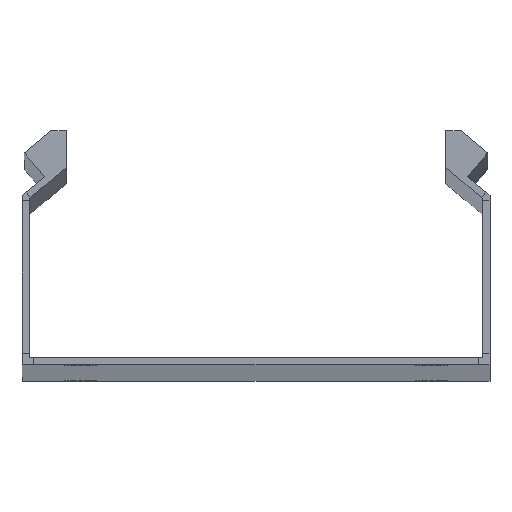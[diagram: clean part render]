
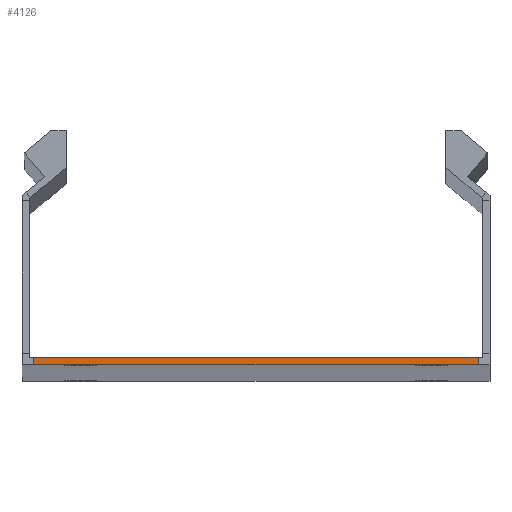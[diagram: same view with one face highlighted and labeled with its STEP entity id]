
A CAD part, top view. The second image highlights one B-rep face of the part: STEP entity #4126.
In plain terms, the highlighted planar face has unit normal (0, 0, 1).
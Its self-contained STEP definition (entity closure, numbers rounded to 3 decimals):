
#38 = VERTEX_POINT ( 'NONE', #1054 ) ;
#126 = ORIENTED_EDGE ( 'NONE', *, *, #1612, .T. ) ;
#503 = DIRECTION ( 'NONE',  ( 1., 0., 0. ) ) ;
#689 = DIRECTION ( 'NONE',  ( -1., 0., 0. ) ) ;
#699 = LINE ( 'NONE', #1005, #3412 ) ;
#1005 = CARTESIAN_POINT ( 'NONE',  ( -47.5, 1.5, 1000. ) ) ;
#1054 = CARTESIAN_POINT ( 'NONE',  ( -47.5, 0., 1000. ) ) ;
#1447 = EDGE_CURVE ( 'NONE', #4282, #2121, #2542, .T. ) ;
#1563 = DIRECTION ( 'NONE',  ( -1., 0., 0. ) ) ;
#1612 = EDGE_CURVE ( 'NONE', #3182, #38, #699, .T. ) ;
#1696 = CARTESIAN_POINT ( 'NONE',  ( 47.5, 1.5, 1000. ) ) ;
#1741 = LINE ( 'NONE', #4117, #4448 ) ;
#1939 = PLANE ( 'NONE',  #4553 ) ;
#2121 = VERTEX_POINT ( 'NONE', #1696 ) ;
#2136 = ORIENTED_EDGE ( 'NONE', *, *, #2672, .T. ) ;
#2263 = DIRECTION ( 'NONE',  ( 0., 0., 1. ) ) ;
#2278 = CARTESIAN_POINT ( 'NONE',  ( 48.5, 2.5, 1000. ) ) ;
#2542 = LINE ( 'NONE', #2661, #2918 ) ;
#2618 = FACE_OUTER_BOUND ( 'NONE', #4242, .T. ) ;
#2661 = CARTESIAN_POINT ( 'NONE',  ( 47.5, 0., 1000. ) ) ;
#2672 = EDGE_CURVE ( 'NONE', #2121, #3182, #1741, .T. ) ;
#2815 = ORIENTED_EDGE ( 'NONE', *, *, #1447, .T. ) ;
#2918 = VECTOR ( 'NONE', #3012, 1000. ) ;
#2951 = CARTESIAN_POINT ( 'NONE',  ( -50., 0., 1000. ) ) ;
#2995 = VECTOR ( 'NONE', #1563, 1000. ) ;
#3012 = DIRECTION ( 'NONE',  ( 0., 1., 0. ) ) ;
#3040 = CARTESIAN_POINT ( 'NONE',  ( 47.5, 0., 1000. ) ) ;
#3155 = ORIENTED_EDGE ( 'NONE', *, *, #4119, .F. ) ;
#3182 = VERTEX_POINT ( 'NONE', #3818 ) ;
#3412 = VECTOR ( 'NONE', #3863, 1000. ) ;
#3767 = LINE ( 'NONE', #2951, #2995 ) ;
#3818 = CARTESIAN_POINT ( 'NONE',  ( -47.5, 1.5, 1000. ) ) ;
#3863 = DIRECTION ( 'NONE',  ( 0., -1., 0. ) ) ;
#4117 = CARTESIAN_POINT ( 'NONE',  ( -50., 1.5, 1000. ) ) ;
#4119 = EDGE_CURVE ( 'NONE', #4282, #38, #3767, .T. ) ;
#4126 = ADVANCED_FACE ( 'NONE', ( #2618 ), #1939, .T. ) ;
#4242 = EDGE_LOOP ( 'NONE', ( #3155, #2815, #2136, #126 ) ) ;
#4282 = VERTEX_POINT ( 'NONE', #3040 ) ;
#4448 = VECTOR ( 'NONE', #689, 1000. ) ;
#4553 = AXIS2_PLACEMENT_3D ( 'NONE', #2278, #2263, #503 ) ;
